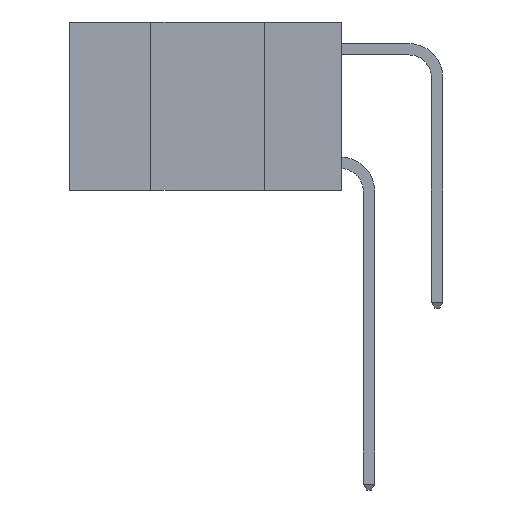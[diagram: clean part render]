
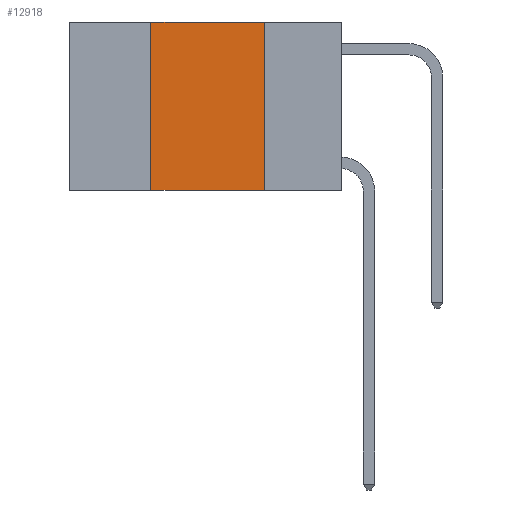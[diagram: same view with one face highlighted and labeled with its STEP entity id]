
A CAD part, left-side view. The second image highlights one B-rep face of the part: STEP entity #12918.
In plain terms, the highlighted planar face has unit normal (-1, 0, 0).
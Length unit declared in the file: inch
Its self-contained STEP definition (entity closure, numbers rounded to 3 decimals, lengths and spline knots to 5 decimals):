
#94 = AXIS2_PLACEMENT_3D ( 'NONE', #9883, #3576, #10924 ) ;
#182 = DIRECTION ( 'NONE',  ( 0., 0., -1. ) ) ;
#333 = VECTOR ( 'NONE', #182, 39.37008 ) ;
#800 = VERTEX_POINT ( 'NONE', #1778 ) ;
#1235 = CARTESIAN_POINT ( 'NONE',  ( 0., 0.6, 0. ) ) ;
#1492 = EDGE_CURVE ( 'NONE', #3141, #1548, #7331, .T. ) ;
#1548 = VERTEX_POINT ( 'NONE', #4160 ) ;
#1658 = CARTESIAN_POINT ( 'NONE',  ( 0., 0.42, -0.37 ) ) ;
#1778 = CARTESIAN_POINT ( 'NONE',  ( 0., 0.17, 0. ) ) ;
#2121 = ORIENTED_EDGE ( 'NONE', *, *, #6012, .F. ) ;
#2259 = ORIENTED_EDGE ( 'NONE', *, *, #10544, .F. ) ;
#2309 = ORIENTED_EDGE ( 'NONE', *, *, #9027, .F. ) ;
#2401 = DIRECTION ( 'NONE',  ( 0., 0., 1. ) ) ;
#2585 = ORIENTED_EDGE ( 'NONE', *, *, #1492, .T. ) ;
#2992 = DIRECTION ( 'NONE',  ( 0., -1., 0. ) ) ;
#3141 = VERTEX_POINT ( 'NONE', #1658 ) ;
#3576 = DIRECTION ( 'NONE',  ( 1., 0., 0. ) ) ;
#3818 = EDGE_LOOP ( 'NONE', ( #2121, #2259, #2309, #2585 ) ) ;
#4160 = CARTESIAN_POINT ( 'NONE',  ( 0., 0.17, -0.37 ) ) ;
#4232 = VECTOR ( 'NONE', #2992, 39.37008 ) ;
#5398 = LINE ( 'NONE', #1235, #10645 ) ;
#5521 = CARTESIAN_POINT ( 'NONE',  ( 0., 0.17, 0. ) ) ;
#5523 = DIRECTION ( 'NONE',  ( 0., -1., 0. ) ) ;
#6012 = EDGE_CURVE ( 'NONE', #800, #1548, #6325, .T. ) ;
#6325 = LINE ( 'NONE', #5521, #333 ) ;
#6690 = PLANE ( 'NONE',  #94 ) ;
#7331 = LINE ( 'NONE', #9267, #4232 ) ;
#7733 = VECTOR ( 'NONE', #2401, 39.37008 ) ;
#8074 = LINE ( 'NONE', #10831, #7733 ) ;
#8328 = VERTEX_POINT ( 'NONE', #12756 ) ;
#8593 = FACE_OUTER_BOUND ( 'NONE', #3818, .T. ) ;
#9027 = EDGE_CURVE ( 'NONE', #3141, #8328, #8074, .T. ) ;
#9267 = CARTESIAN_POINT ( 'NONE',  ( 0., 0.6, -0.37 ) ) ;
#9883 = CARTESIAN_POINT ( 'NONE',  ( 0., 0.6, 0. ) ) ;
#10544 = EDGE_CURVE ( 'NONE', #8328, #800, #5398, .T. ) ;
#10645 = VECTOR ( 'NONE', #5523, 39.37008 ) ;
#10831 = CARTESIAN_POINT ( 'NONE',  ( 0., 0.42, 0. ) ) ;
#10924 = DIRECTION ( 'NONE',  ( 0., 0., -1. ) ) ;
#12756 = CARTESIAN_POINT ( 'NONE',  ( 0., 0.42, 0. ) ) ;
#12918 = ADVANCED_FACE ( 'NONE', ( #8593 ), #6690, .F. ) ;
